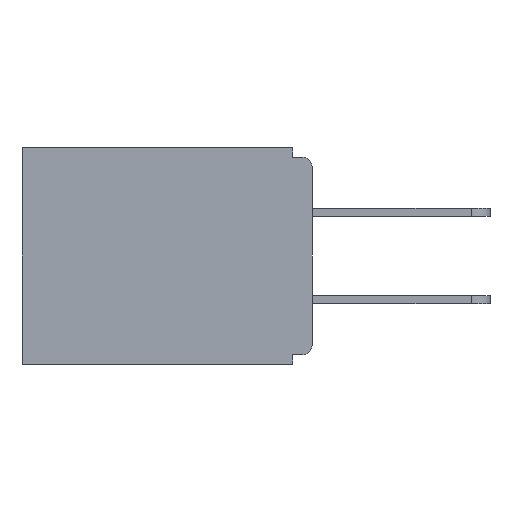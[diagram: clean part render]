
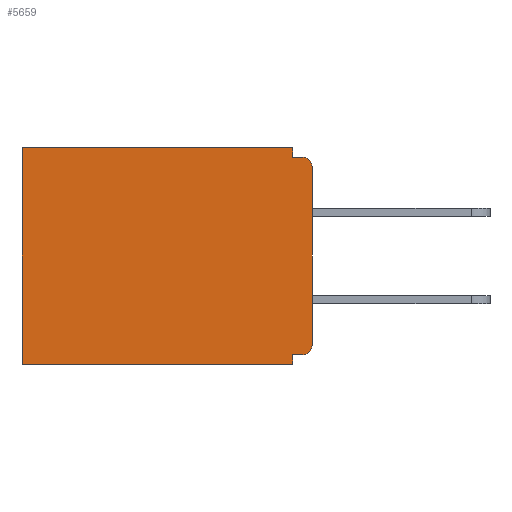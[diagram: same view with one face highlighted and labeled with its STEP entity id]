
A CAD part, left-side view. The second image highlights one B-rep face of the part: STEP entity #5659.
In plain terms, the highlighted planar face has unit normal (-1, 0, 0).
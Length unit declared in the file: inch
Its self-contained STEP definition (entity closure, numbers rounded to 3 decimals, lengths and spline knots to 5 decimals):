
#29 = EDGE_CURVE ( 'NONE', #11615, #10264, #16474, .T. ) ;
#124 = CARTESIAN_POINT ( 'NONE',  ( 0.298, 0., -0.343 ) ) ;
#463 = VECTOR ( 'NONE', #14818, 39.37008 ) ;
#1512 = CARTESIAN_POINT ( 'NONE',  ( 0.298, 0.015, -0.03 ) ) ;
#1627 = CARTESIAN_POINT ( 'NONE',  ( 0.298, 0.015, -0.313 ) ) ;
#1787 = AXIS2_PLACEMENT_3D ( 'NONE', #28814, #26655, #10872 ) ;
#2457 = VERTEX_POINT ( 'NONE', #15336 ) ;
#2994 = CARTESIAN_POINT ( 'NONE',  ( 0.298, 0., -0.015 ) ) ;
#3014 = CIRCLE ( 'NONE', #13106, 0.015 ) ;
#3039 = CARTESIAN_POINT ( 'NONE',  ( 0.298, 0.015, -0.328 ) ) ;
#3195 = EDGE_CURVE ( 'NONE', #22088, #6712, #9296, .T. ) ;
#3247 = CARTESIAN_POINT ( 'NONE',  ( 0.298, 0.46, -0.343 ) ) ;
#4037 = DIRECTION ( 'NONE',  ( -1., 0., 0. ) ) ;
#4071 = VECTOR ( 'NONE', #20791, 39.37008 ) ;
#4384 = ORIENTED_EDGE ( 'NONE', *, *, #13658, .F. ) ;
#4675 = EDGE_CURVE ( 'NONE', #21242, #5698, #6107, .T. ) ;
#4728 = DIRECTION ( 'NONE',  ( 0., 1., 0. ) ) ;
#4875 = CARTESIAN_POINT ( 'NONE',  ( 0.298, 0.031, -0.015 ) ) ;
#4916 = DIRECTION ( 'NONE',  ( 0., 0., -1. ) ) ;
#5419 = ORIENTED_EDGE ( 'NONE', *, *, #19895, .F. ) ;
#5659 = ADVANCED_FACE ( 'NONE', ( #21338 ), #13202, .F. ) ;
#5698 = VERTEX_POINT ( 'NONE', #17677 ) ;
#6017 = DIRECTION ( 'NONE',  ( 0., 0., -1. ) ) ;
#6107 = LINE ( 'NONE', #24006, #14066 ) ;
#6712 = VERTEX_POINT ( 'NONE', #18075 ) ;
#6946 = LINE ( 'NONE', #124, #15605 ) ;
#6949 = VERTEX_POINT ( 'NONE', #15850 ) ;
#7311 = CARTESIAN_POINT ( 'NONE',  ( 0.298, 0.46, 0. ) ) ;
#7684 = CARTESIAN_POINT ( 'NONE',  ( 0.298, 0., -0.328 ) ) ;
#8207 = DIRECTION ( 'NONE',  ( 0., 0., -1. ) ) ;
#8973 = VERTEX_POINT ( 'NONE', #3247 ) ;
#9296 = LINE ( 'NONE', #7684, #15914 ) ;
#9685 = LINE ( 'NONE', #2994, #15954 ) ;
#9766 = ORIENTED_EDGE ( 'NONE', *, *, #25859, .T. ) ;
#10264 = VERTEX_POINT ( 'NONE', #19769 ) ;
#10872 = DIRECTION ( 'NONE',  ( 0., 0., -1. ) ) ;
#11052 = VECTOR ( 'NONE', #4916, 39.37008 ) ;
#11146 = VECTOR ( 'NONE', #23044, 39.37008 ) ;
#11615 = VERTEX_POINT ( 'NONE', #20793 ) ;
#12084 = DIRECTION ( 'NONE',  ( 0., -1., 0. ) ) ;
#13036 = EDGE_CURVE ( 'NONE', #10264, #8973, #16349, .T. ) ;
#13106 = AXIS2_PLACEMENT_3D ( 'NONE', #1512, #4037, #8207 ) ;
#13202 = PLANE ( 'NONE',  #1787 ) ;
#13453 = CARTESIAN_POINT ( 'NONE',  ( 0.298, 0.031, -0.343 ) ) ;
#13658 = EDGE_CURVE ( 'NONE', #6949, #8973, #6946, .T. ) ;
#13712 = EDGE_CURVE ( 'NONE', #26297, #2457, #9685, .T. ) ;
#13930 = CIRCLE ( 'NONE', #23714, 0.015 ) ;
#14066 = VECTOR ( 'NONE', #15310, 39.37008 ) ;
#14295 = ORIENTED_EDGE ( 'NONE', *, *, #29, .T. ) ;
#14818 = DIRECTION ( 'NONE',  ( 0., 1., 0. ) ) ;
#15310 = DIRECTION ( 'NONE',  ( 0., 0., -1. ) ) ;
#15336 = CARTESIAN_POINT ( 'NONE',  ( 0.298, 0.015, -0.015 ) ) ;
#15605 = VECTOR ( 'NONE', #4728, 39.37008 ) ;
#15850 = CARTESIAN_POINT ( 'NONE',  ( 0.298, 0.031, -0.343 ) ) ;
#15914 = VECTOR ( 'NONE', #21096, 39.37008 ) ;
#15954 = VECTOR ( 'NONE', #12084, 39.37008 ) ;
#16197 = CARTESIAN_POINT ( 'NONE',  ( 0.298, 0.031, -0.343 ) ) ;
#16349 = LINE ( 'NONE', #7311, #11146 ) ;
#16441 = EDGE_CURVE ( 'NONE', #21242, #2457, #3014, .T. ) ;
#16474 = LINE ( 'NONE', #19106, #463 ) ;
#16571 = EDGE_LOOP ( 'NONE', ( #17537, #19863, #26740, #14295, #20057, #4384, #5419, #28676, #9766, #18059 ) ) ;
#17537 = ORIENTED_EDGE ( 'NONE', *, *, #16441, .T. ) ;
#17677 = CARTESIAN_POINT ( 'NONE',  ( 0.298, 0., -0.313 ) ) ;
#18059 = ORIENTED_EDGE ( 'NONE', *, *, #4675, .F. ) ;
#18075 = CARTESIAN_POINT ( 'NONE',  ( 0.298, 0.031, -0.328 ) ) ;
#19106 = CARTESIAN_POINT ( 'NONE',  ( 0.298, 0., 0. ) ) ;
#19272 = DIRECTION ( 'NONE',  ( -1., 0., 0. ) ) ;
#19762 = LINE ( 'NONE', #13453, #11052 ) ;
#19769 = CARTESIAN_POINT ( 'NONE',  ( 0.298, 0.46, 0. ) ) ;
#19863 = ORIENTED_EDGE ( 'NONE', *, *, #13712, .F. ) ;
#19895 = EDGE_CURVE ( 'NONE', #6712, #6949, #19762, .T. ) ;
#20057 = ORIENTED_EDGE ( 'NONE', *, *, #13036, .T. ) ;
#20600 = EDGE_CURVE ( 'NONE', #11615, #26297, #27751, .T. ) ;
#20791 = DIRECTION ( 'NONE',  ( 0., 0., -1. ) ) ;
#20793 = CARTESIAN_POINT ( 'NONE',  ( 0.298, 0.031, 0. ) ) ;
#21096 = DIRECTION ( 'NONE',  ( 0., 1., 0. ) ) ;
#21242 = VERTEX_POINT ( 'NONE', #25529 ) ;
#21338 = FACE_OUTER_BOUND ( 'NONE', #16571, .T. ) ;
#22088 = VERTEX_POINT ( 'NONE', #3039 ) ;
#23044 = DIRECTION ( 'NONE',  ( 0., 0., -1. ) ) ;
#23714 = AXIS2_PLACEMENT_3D ( 'NONE', #1627, #19272, #6017 ) ;
#24006 = CARTESIAN_POINT ( 'NONE',  ( 0.298, 0., 0. ) ) ;
#25529 = CARTESIAN_POINT ( 'NONE',  ( 0.298, 0., -0.03 ) ) ;
#25859 = EDGE_CURVE ( 'NONE', #22088, #5698, #13930, .T. ) ;
#26297 = VERTEX_POINT ( 'NONE', #4875 ) ;
#26655 = DIRECTION ( 'NONE',  ( 1., 0., 0. ) ) ;
#26740 = ORIENTED_EDGE ( 'NONE', *, *, #20600, .F. ) ;
#27751 = LINE ( 'NONE', #16197, #4071 ) ;
#28676 = ORIENTED_EDGE ( 'NONE', *, *, #3195, .F. ) ;
#28814 = CARTESIAN_POINT ( 'NONE',  ( 0.298, 0., 0. ) ) ;
